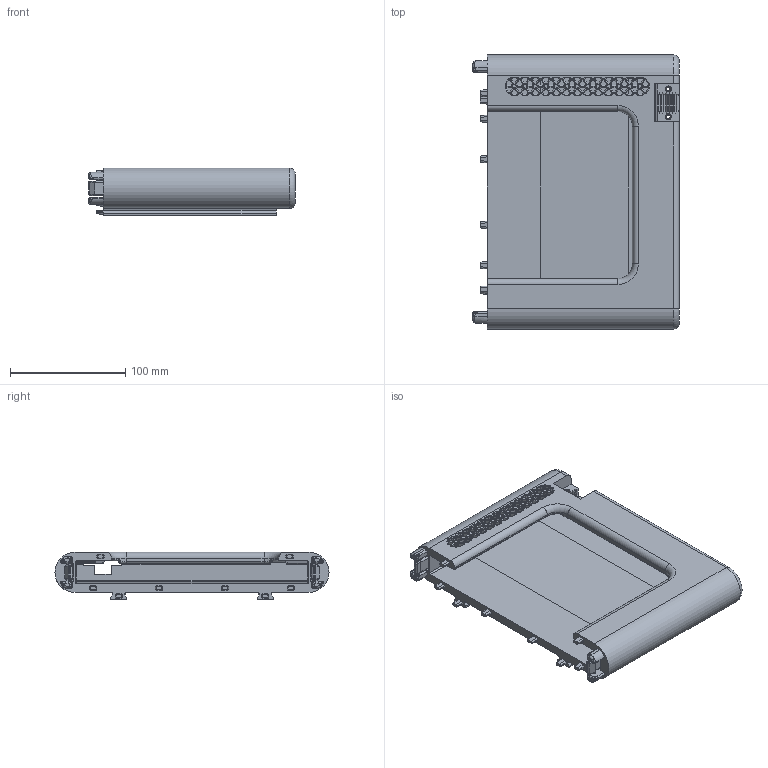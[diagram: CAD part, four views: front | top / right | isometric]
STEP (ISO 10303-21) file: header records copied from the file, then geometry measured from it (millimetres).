
FILE_DESCRIPTION(/* description */ (''),/* implementation_level */ '2;1');
FILE_NAME(/* name */ 'BottomPart.stp',/* time_stamp */ '2021-10-10T18:44:50-04:00',/* author */ ('trl121'),/* organization */ (''),/* preprocessor_version */ 'ST-DEVELOPER v18.1',/* originating_system */ 'Autodesk Inventor 2022',/* authorisation */ '');
FILE_SCHEMA (('AUTOMOTIVE_DESIGN { 1 0 10303 214 3 1 1 }'));
Products named in the file (1): BottomPart
Bounding box: 179.29 x 238 x 41.38 mm (x, y, z)
Volume: 643566.8 mm3; surface area: 153424 mm2
Topology: 1 solids, 1 shells, 1632 faces, 3899 edges, 2272 vertices
Faces by surface type: cylinder 702, plane 366, bspline 284, torus 236, cone 34, sphere 10
Full cylindrical faces by diameter (mm): 3.2 x2, 4.191 x2
Entity records: 61174 total; most frequent: CARTESIAN_POINT 23409, DIRECTION 8113, ORIENTED_EDGE 7796, EDGE_CURVE 3898, AXIS2_PLACEMENT_3D 3162, VERTEX_POINT 2272, LINE 1789, VECTOR 1789
